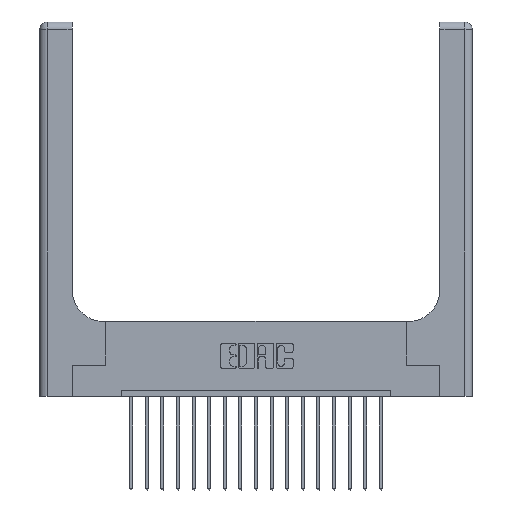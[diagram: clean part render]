
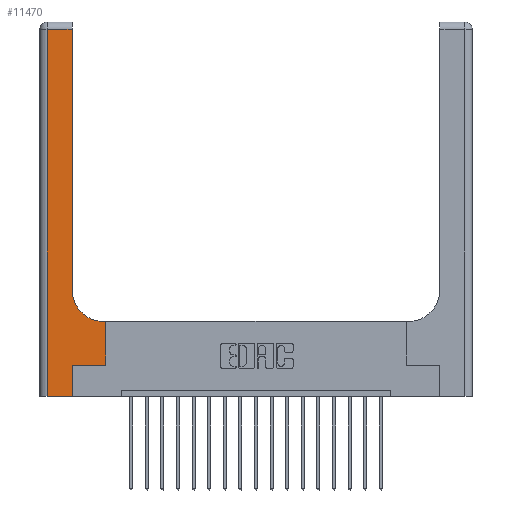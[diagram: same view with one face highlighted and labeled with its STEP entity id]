
A CAD part, top view. The second image highlights one B-rep face of the part: STEP entity #11470.
In plain terms, the highlighted planar face has unit normal (0, 0, 1).
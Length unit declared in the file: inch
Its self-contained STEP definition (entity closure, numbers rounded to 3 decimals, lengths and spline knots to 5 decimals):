
#409 = ORIENTED_EDGE ( 'NONE', *, *, #2687, .T. ) ;
#659 = VERTEX_POINT ( 'NONE', #5875 ) ;
#736 = LINE ( 'NONE', #4580, #12499 ) ;
#1052 = VERTEX_POINT ( 'NONE', #8375 ) ;
#1073 = VECTOR ( 'NONE', #4697, 39.37008 ) ;
#1453 = CARTESIAN_POINT ( 'NONE',  ( 0.265, 0.25, 0.37 ) ) ;
#2083 = CARTESIAN_POINT ( 'NONE',  ( 0., 2.94, 0.37 ) ) ;
#2170 = CARTESIAN_POINT ( 'NONE',  ( 0.06, 2.94, 0.37 ) ) ;
#2687 = EDGE_CURVE ( 'NONE', #5752, #1052, #10833, .T. ) ;
#3187 = DIRECTION ( 'NONE',  ( 0., 0., -1. ) ) ;
#3389 = CARTESIAN_POINT ( 'NONE',  ( 0.51, 0.6, 0.37 ) ) ;
#3703 = EDGE_LOOP ( 'NONE', ( #15564, #4836, #8341, #7701, #12522, #11495, #9870, #7444, #409 ) ) ;
#3873 = CARTESIAN_POINT ( 'NONE',  ( 0.26, 2.94, 0.37 ) ) ;
#4104 = VERTEX_POINT ( 'NONE', #10217 ) ;
#4480 = VERTEX_POINT ( 'NONE', #14069 ) ;
#4580 = CARTESIAN_POINT ( 'NONE',  ( 0.06, 3., 0.37 ) ) ;
#4697 = DIRECTION ( 'NONE',  ( -1., 0., 0. ) ) ;
#4836 = ORIENTED_EDGE ( 'NONE', *, *, #10757, .T. ) ;
#5223 = VECTOR ( 'NONE', #14507, 39.37008 ) ;
#5322 = CARTESIAN_POINT ( 'NONE',  ( 0., 3., 0.37 ) ) ;
#5752 = VERTEX_POINT ( 'NONE', #3389 ) ;
#5836 = DIRECTION ( 'NONE',  ( 0., 1., 0. ) ) ;
#5875 = CARTESIAN_POINT ( 'NONE',  ( 0.528, 0.6, 0.37 ) ) ;
#6026 = LINE ( 'NONE', #15871, #13258 ) ;
#6084 = CARTESIAN_POINT ( 'NONE',  ( 0.528, 0.25, 0.37 ) ) ;
#6883 = EDGE_CURVE ( 'NONE', #659, #5752, #6026, .T. ) ;
#7444 = ORIENTED_EDGE ( 'NONE', *, *, #6883, .T. ) ;
#7540 = LINE ( 'NONE', #9395, #10335 ) ;
#7701 = ORIENTED_EDGE ( 'NONE', *, *, #16371, .T. ) ;
#7950 = VECTOR ( 'NONE', #5836, 39.37008 ) ;
#8104 = LINE ( 'NONE', #16728, #9722 ) ;
#8341 = ORIENTED_EDGE ( 'NONE', *, *, #13996, .T. ) ;
#8375 = CARTESIAN_POINT ( 'NONE',  ( 0.26, 0.85, 0.37 ) ) ;
#9176 = LINE ( 'NONE', #15862, #5223 ) ;
#9395 = CARTESIAN_POINT ( 'NONE',  ( 0.265, 0.25, 0.37 ) ) ;
#9649 = DIRECTION ( 'NONE',  ( 1., 0., 0. ) ) ;
#9722 = VECTOR ( 'NONE', #15260, 39.37008 ) ;
#9870 = ORIENTED_EDGE ( 'NONE', *, *, #10594, .T. ) ;
#9911 = DIRECTION ( 'NONE',  ( 0., 0., -1. ) ) ;
#10036 = LINE ( 'NONE', #6084, #7950 ) ;
#10217 = CARTESIAN_POINT ( 'NONE',  ( 0.528, 0.25, 0.37 ) ) ;
#10335 = VECTOR ( 'NONE', #9649, 39.37008 ) ;
#10594 = EDGE_CURVE ( 'NONE', #4104, #659, #10036, .T. ) ;
#10757 = EDGE_CURVE ( 'NONE', #16546, #11926, #13313, .T. ) ;
#10833 = CIRCLE ( 'NONE', #17482, 0.25 ) ;
#11419 = DIRECTION ( 'NONE',  ( 1., 0., 0. ) ) ;
#11470 = ADVANCED_FACE ( 'NONE', ( #16723 ), #12727, .F. ) ;
#11495 = ORIENTED_EDGE ( 'NONE', *, *, #18215, .T. ) ;
#11590 = EDGE_CURVE ( 'NONE', #14212, #14296, #17893, .T. ) ;
#11894 = DIRECTION ( 'NONE',  ( 0., -1., 0. ) ) ;
#11926 = VERTEX_POINT ( 'NONE', #2170 ) ;
#12182 = DIRECTION ( 'NONE',  ( 0., 1., 0. ) ) ;
#12499 = VECTOR ( 'NONE', #11894, 39.37008 ) ;
#12522 = ORIENTED_EDGE ( 'NONE', *, *, #11590, .T. ) ;
#12595 = AXIS2_PLACEMENT_3D ( 'NONE', #5322, #3187, #16536 ) ;
#12727 = PLANE ( 'NONE',  #12595 ) ;
#13041 = VECTOR ( 'NONE', #12182, 39.37008 ) ;
#13258 = VECTOR ( 'NONE', #15614, 39.37008 ) ;
#13313 = LINE ( 'NONE', #2083, #1073 ) ;
#13996 = EDGE_CURVE ( 'NONE', #11926, #4480, #736, .T. ) ;
#14069 = CARTESIAN_POINT ( 'NONE',  ( 0.06, 0., 0.37 ) ) ;
#14212 = VERTEX_POINT ( 'NONE', #15772 ) ;
#14296 = VERTEX_POINT ( 'NONE', #1453 ) ;
#14507 = DIRECTION ( 'NONE',  ( 0., 1., 0. ) ) ;
#15102 = CARTESIAN_POINT ( 'NONE',  ( 0.265, 0., 0.37 ) ) ;
#15260 = DIRECTION ( 'NONE',  ( 1., 0., 0. ) ) ;
#15564 = ORIENTED_EDGE ( 'NONE', *, *, #16068, .T. ) ;
#15614 = DIRECTION ( 'NONE',  ( -1., 0., 0. ) ) ;
#15772 = CARTESIAN_POINT ( 'NONE',  ( 0.265, 0., 0.37 ) ) ;
#15862 = CARTESIAN_POINT ( 'NONE',  ( 0.26, 3., 0.37 ) ) ;
#15871 = CARTESIAN_POINT ( 'NONE',  ( 0.26, 0.6, 0.37 ) ) ;
#16068 = EDGE_CURVE ( 'NONE', #1052, #16546, #9176, .T. ) ;
#16371 = EDGE_CURVE ( 'NONE', #4480, #14212, #8104, .T. ) ;
#16536 = DIRECTION ( 'NONE',  ( -1., 0., 0. ) ) ;
#16546 = VERTEX_POINT ( 'NONE', #3873 ) ;
#16723 = FACE_OUTER_BOUND ( 'NONE', #3703, .T. ) ;
#16728 = CARTESIAN_POINT ( 'NONE',  ( 0., 0., 0.37 ) ) ;
#17482 = AXIS2_PLACEMENT_3D ( 'NONE', #18795, #9911, #11419 ) ;
#17893 = LINE ( 'NONE', #15102, #13041 ) ;
#18215 = EDGE_CURVE ( 'NONE', #14296, #4104, #7540, .T. ) ;
#18795 = CARTESIAN_POINT ( 'NONE',  ( 0.51, 0.85, 0.37 ) ) ;
